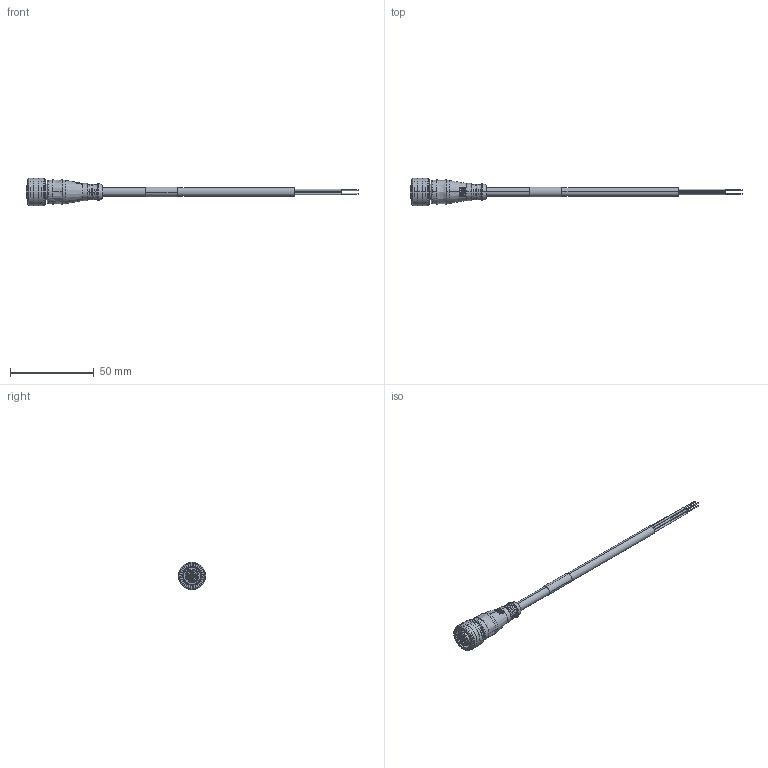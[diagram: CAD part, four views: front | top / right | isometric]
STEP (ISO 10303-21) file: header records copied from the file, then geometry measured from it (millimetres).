
FILE_DESCRIPTION (( 'STEP AP214' ), '1' );
FILE_NAME ('TRG821-C2Y.STEP', '2016-04-11T14:04:17', ( 'L-Com' ), ( 'L-Com Global Connectivity' ), 'SwSTEP 2.0', 'SolidWorks 2014', '' );
FILE_SCHEMA (( 'AUTOMOTIVE_DESIGN' ));
Length unit declared in the file: inch
Products named in the file (4): 1AW01-003_.228 OD X .75" long; TRG821-C2Y-MA1; TRG420-C2Y-MA2_Stripped; TRG821-C2Y
Assembly tree (3 placements, depth 2):
  TRG821-C2Y
    TRG420-C2Y-MA2_Stripped
    TRG821-C2Y-MA1
    1AW01-003_.228 OD X .75" long
Bounding box: 198.3 x 16.5 x 16.5 mm (x, y, z)
Volume: 7996.7 mm3; surface area: 6842.6 mm2
Topology: 3 solids, 3 shells, 767 faces, 2040 edges, 1333 vertices
Faces by surface type: plane 499, cylinder 122, cone 86, bspline 55, torus 5
Entity records: 30347 total; most frequent: CARTESIAN_POINT 8315, ORIENTED_EDGE 4080, DIRECTION 3144, EDGE_CURVE 2040, VERTEX_POINT 1333, AXIS2_PLACEMENT_3D 1174, EDGE_LOOP 823, LINE 796
